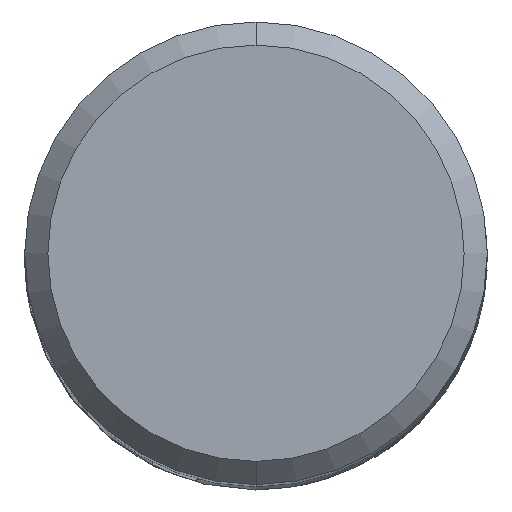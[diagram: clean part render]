
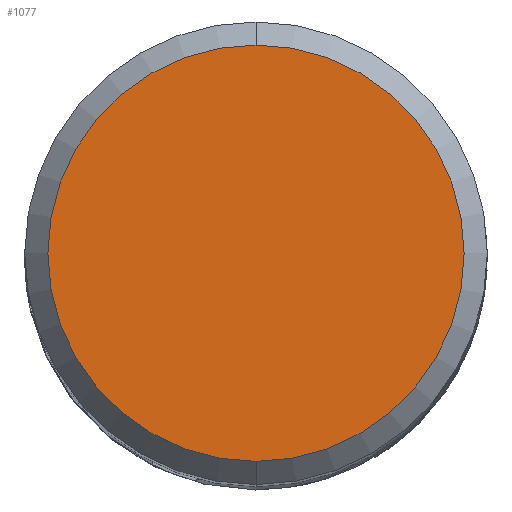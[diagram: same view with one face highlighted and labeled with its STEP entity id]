
A CAD part, top view. The second image highlights one B-rep face of the part: STEP entity #1077.
In plain terms, the highlighted planar face has unit normal (0, 0, 1).
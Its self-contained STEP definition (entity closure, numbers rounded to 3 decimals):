
#489=VERTEX_POINT('',#1404);
#747=EDGE_CURVE('',#489,#1081,#1684,.T.);
#1077=ADVANCED_FACE('',(#2043),#2044,.T.);
#1081=VERTEX_POINT('',#2048);
#1125=EDGE_CURVE('',#1081,#489,#2097,.T.);
#1404=CARTESIAN_POINT('',(0.,-9.0,0.0));
#1684=CIRCLE('',#6239,9.0);
#2043=FACE_OUTER_BOUND('',#9724,.T.);
#2044=PLANE('',#9725);
#2048=CARTESIAN_POINT('',(0.0,9.0,0.0));
#2097=CIRCLE('',#10199,9.0);
#6239=AXIS2_PLACEMENT_3D('',#13604,#13605,#13606);
#9724=EDGE_LOOP('',(#13925,#13926));
#9725=AXIS2_PLACEMENT_3D('',#13927,#13928,#13929);
#10199=AXIS2_PLACEMENT_3D('',#14005,#14006,#14007);
#13604=CARTESIAN_POINT('',(0.0,0.0,0.0));
#13605=DIRECTION('',(0.0,0.0,-1.0));
#13606=DIRECTION('',(0.0,1.0,0.0));
#13925=ORIENTED_EDGE('',*,*,#1125,.F.);
#13926=ORIENTED_EDGE('',*,*,#747,.F.);
#13927=CARTESIAN_POINT('',(0.0,4.5,0.0));
#13928=DIRECTION('',(-0.0,0.0,1.0));
#13929=DIRECTION('',(0.0,-1.0,0.0));
#14005=CARTESIAN_POINT('',(0.0,0.0,0.0));
#14006=DIRECTION('',(0.0,0.0,-1.0));
#14007=DIRECTION('',(0.0,1.0,0.0));
